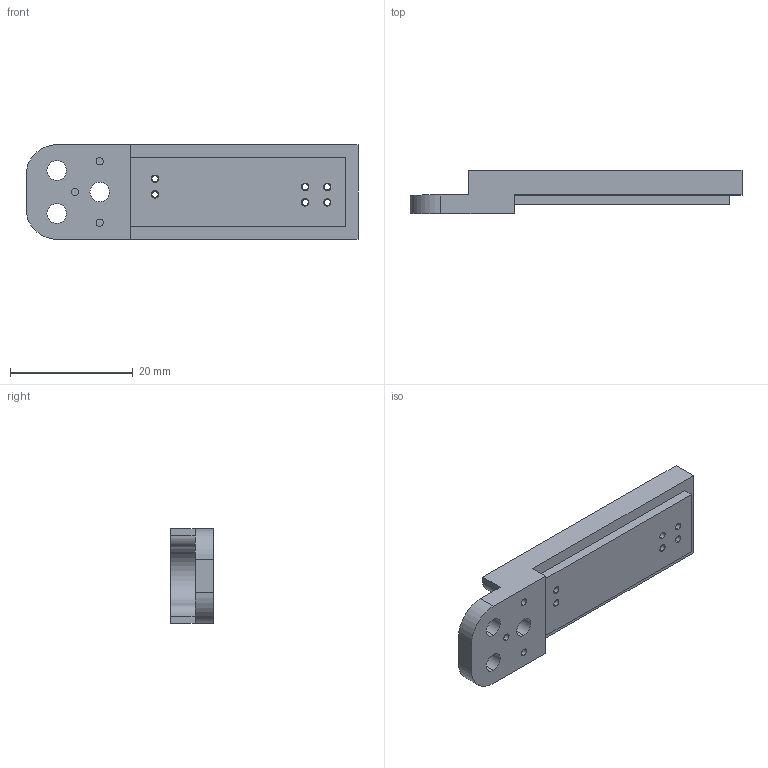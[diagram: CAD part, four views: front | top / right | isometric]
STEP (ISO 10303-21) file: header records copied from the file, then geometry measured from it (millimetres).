
FILE_DESCRIPTION (( 'STEP AP203' ), '1' );
FILE_NAME ('聆彸渀.STEP', '2023-04-19T11:16:55', ( '' ), ( '' ), 'SwSTEP 2.0', 'SolidWorks 2022', '' );
FILE_SCHEMA (( 'CONFIG_CONTROL_DESIGN' ));
Length unit declared in the file: millimetre
Products named in the file (1): 聆彸渀
Bounding box: 54.05 x 7 x 15.4 mm (x, y, z)
Volume: 3753.7 mm3; surface area: 2606.7 mm2
Topology: 1 solids, 1 shells, 68 faces, 171 edges, 114 vertices
Faces by surface type: cylinder 44, plane 24
Entity records: 2196 total; most frequent: DIRECTION 397, CARTESIAN_POINT 354, ORIENTED_EDGE 342, EDGE_CURVE 171, AXIS2_PLACEMENT_3D 157, VERTEX_POINT 114, EDGE_LOOP 95, CIRCLE 88
